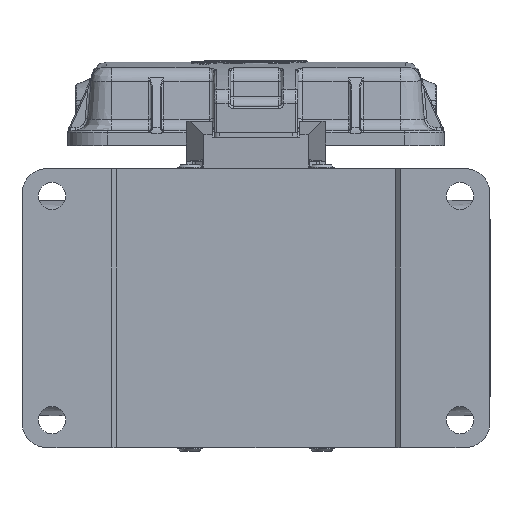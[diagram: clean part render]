
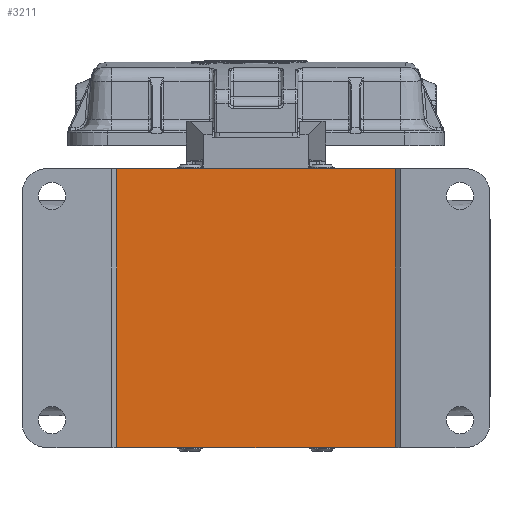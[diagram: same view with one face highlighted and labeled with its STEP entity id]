
A CAD part, front view. The second image highlights one B-rep face of the part: STEP entity #3211.
In plain terms, the highlighted planar face has unit normal (0, -1, 0).
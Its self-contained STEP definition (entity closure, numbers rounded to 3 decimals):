
#3211 = ADVANCED_FACE ( 'NONE', ( #33474 ), #6823, .F. ) ;
#6823 = PLANE ( 'NONE',  #33475 ) ;
#6824 = CARTESIAN_POINT ( 'NONE',  ( 28., -76., 33.6 ) ) ;
#6825 = DIRECTION ( 'NONE',  ( 0., 1., 0. ) ) ;
#6826 = DIRECTION ( 'NONE',  ( 0., 0., 1. ) ) ;
#8344 = ORIENTED_EDGE ( 'NONE', *, *, #18571, .F. ) ;
#8346 = ORIENTED_EDGE ( 'NONE', *, *, #17740, .F. ) ;
#8348 = ORIENTED_EDGE ( 'NONE', *, *, #17720, .T. ) ;
#8350 = ORIENTED_EDGE ( 'NONE', *, *, #17725, .T. ) ;
#10519 = VERTEX_POINT ( 'NONE', #16993 ) ;
#10521 = VERTEX_POINT ( 'NONE', #16994 ) ;
#10523 = VERTEX_POINT ( 'NONE', #16995 ) ;
#10525 = VERTEX_POINT ( 'NONE', #16996 ) ;
#16993 = CARTESIAN_POINT ( 'NONE',  ( 28., -76., -28. ) ) ;
#16994 = CARTESIAN_POINT ( 'NONE',  ( -28., -76., -28. ) ) ;
#16995 = CARTESIAN_POINT ( 'NONE',  ( 28., -76., 28. ) ) ;
#16996 = CARTESIAN_POINT ( 'NONE',  ( -28., -76., 28. ) ) ;
#17720 = EDGE_CURVE ( 'NONE', #10519, #10523, #24385, .T. ) ;
#17725 = EDGE_CURVE ( 'NONE', #10525, #10521, #24388, .T. ) ;
#17740 = EDGE_CURVE ( 'NONE', #10525, #10523, #24391, .T. ) ;
#18571 = EDGE_CURVE ( 'NONE', #10519, #10521, #25076, .T. ) ;
#24385 = LINE ( 'NONE', #24386, #36984 ) ;
#24386 = CARTESIAN_POINT ( 'NONE',  ( 28., -76., 33.6 ) ) ;
#24387 = DIRECTION ( 'NONE',  ( 0., 0., 1. ) ) ;
#24388 = LINE ( 'NONE', #24389, #36985 ) ;
#24389 = CARTESIAN_POINT ( 'NONE',  ( -28., -76., 33.6 ) ) ;
#24390 = DIRECTION ( 'NONE',  ( 0., 0., -1. ) ) ;
#24391 = LINE ( 'NONE', #24392, #36986 ) ;
#24392 = CARTESIAN_POINT ( 'NONE',  ( -47., -76., 28. ) ) ;
#24393 = DIRECTION ( 'NONE',  ( 1., 0., 0. ) ) ;
#25076 = LINE ( 'NONE', #25077, #37170 ) ;
#25077 = CARTESIAN_POINT ( 'NONE',  ( 47., -76., -28. ) ) ;
#25078 = DIRECTION ( 'NONE',  ( -1., 0., 0. ) ) ;
#33474 = FACE_OUTER_BOUND ( 'NONE', #36645, .T. ) ;
#33475 = AXIS2_PLACEMENT_3D ( 'NONE', #6824, #6825, #6826 ) ;
#36645 = EDGE_LOOP ( 'NONE', ( #8344, #8348, #8346, #8350 ) ) ;
#36984 = VECTOR ( 'NONE', #24387, 1000. ) ;
#36985 = VECTOR ( 'NONE', #24390, 1000. ) ;
#36986 = VECTOR ( 'NONE', #24393, 1000. ) ;
#37170 = VECTOR ( 'NONE', #25078, 1000. ) ;
